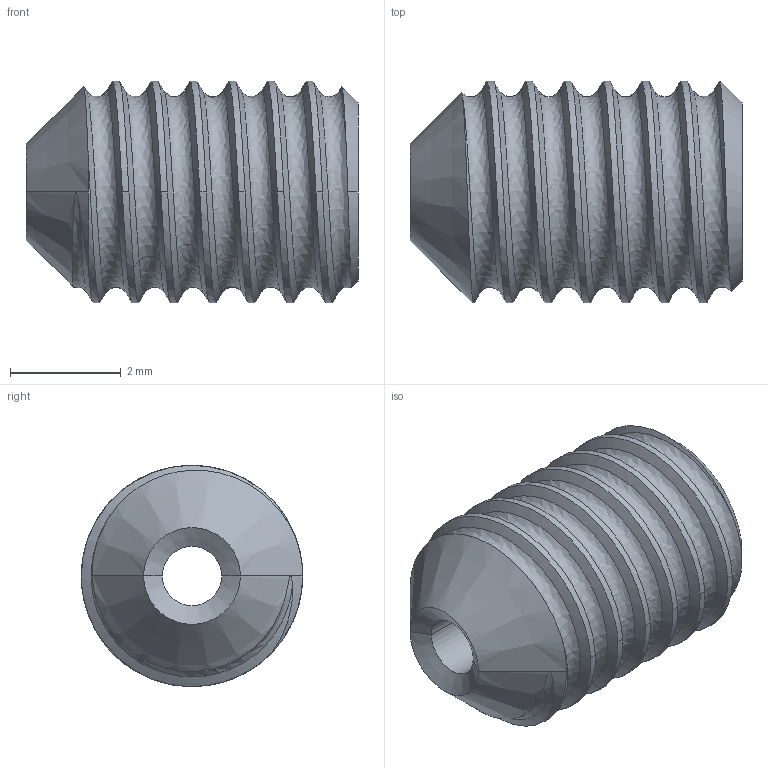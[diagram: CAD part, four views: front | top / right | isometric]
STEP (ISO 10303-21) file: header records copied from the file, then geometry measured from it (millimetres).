
FILE_DESCRIPTION((''),'2;1');
FILE_NAME('001_SET_SCREW_MM_ASM','2023-10-27T',('SYSTEM'),(''),'PRO/ENGINEER BY PARAMETRIC TECHNOLOGY CORPORATION, 2016360','PRO/ENGINEER BY PARAMETRIC TECHNOLOGY CORPORATION, 2016360','');
FILE_SCHEMA(('AUTOMOTIVE_DESIGN { 1 0 10303 214 1 1 1 1 }'));
Length unit declared in the file: millimetre
Products named in the file (2): MT-407_AF0; 001_SET_SCREW_MM_ASM
Assembly tree (1 placements, depth 2):
  001_SET_SCREW_MM_ASM
    MT-407_AF0
Bounding box: 6 x 4 x 4 mm (x, y, z)
Volume: 47.1 mm3; surface area: 130.4 mm2
Topology: 1 solids, 1 shells, 38 faces, 100 edges, 64 vertices
Faces by surface type: cylinder 15, bspline 9, plane 8, cone 6
Entity records: 4553 total; most frequent: CARTESIAN_POINT 3511, ORIENTED_EDGE 200, DIRECTION 130, COLOUR_RGB 110, EDGE_CURVE 100, VERTEX_POINT 64, B_SPLINE_CURVE_WITH_KNOTS 46, AXIS2_PLACEMENT_3D 44
